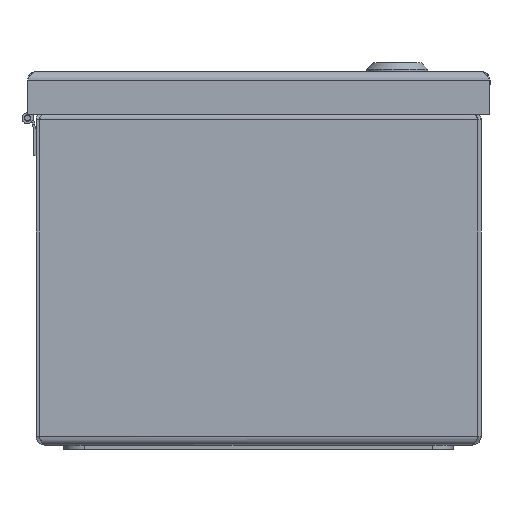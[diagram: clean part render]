
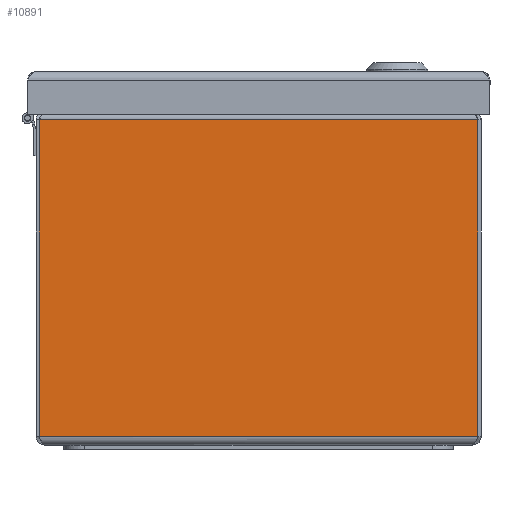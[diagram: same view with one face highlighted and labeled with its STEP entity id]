
A CAD part, left-side view. The second image highlights one B-rep face of the part: STEP entity #10891.
In plain terms, the highlighted face is planar.
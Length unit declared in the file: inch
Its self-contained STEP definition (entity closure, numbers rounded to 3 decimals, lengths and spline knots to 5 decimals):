
#1358=FACE_OUTER_BOUND('',#2026,.T.);
#2026=EDGE_LOOP('',(#8276,#8277,#8278,#8279));
#2850=LINE('',#17866,#3841);
#2885=LINE('',#18208,#3876);
#2886=LINE('',#18210,#3877);
#2887=LINE('',#18211,#3878);
#3841=VECTOR('',#13896,0.3937);
#3876=VECTOR('',#13969,0.3937);
#3877=VECTOR('',#13970,0.3937);
#3878=VECTOR('',#13971,0.3937);
#4773=VERTEX_POINT('',#17857);
#4774=VERTEX_POINT('',#17865);
#4797=VERTEX_POINT('',#18207);
#4798=VERTEX_POINT('',#18209);
#5986=EDGE_CURVE('',#4774,#4773,#2850,.T.);
#6036=EDGE_CURVE('',#4797,#4773,#2885,.T.);
#6037=EDGE_CURVE('',#4797,#4798,#2886,.T.);
#6038=EDGE_CURVE('',#4774,#4798,#2887,.T.);
#8276=ORIENTED_EDGE('',*,*,#5986,.T.);
#8277=ORIENTED_EDGE('',*,*,#6036,.F.);
#8278=ORIENTED_EDGE('',*,*,#6037,.T.);
#8279=ORIENTED_EDGE('',*,*,#6038,.F.);
#10049=PLANE('',#11986);
#10891=ADVANCED_FACE('',(#1358),#10049,.F.);
#11986=AXIS2_PLACEMENT_3D('',#18206,#13967,#13968);
#13896=DIRECTION('',(-1.,0.,0.));
#13967=DIRECTION('center_axis',(0.,1.,0.));
#13968=DIRECTION('ref_axis',(1.,0.,0.));
#13969=DIRECTION('',(0.,0.,1.));
#13970=DIRECTION('',(1.,0.,0.));
#13971=DIRECTION('',(0.,0.,-1.));
#17857=CARTESIAN_POINT('',(-3.94029,-5.,5.84725));
#17865=CARTESIAN_POINT('',(3.94029,-5.,5.84725));
#17866=CARTESIAN_POINT('',(1.97015,-5.,5.84725));
#18206=CARTESIAN_POINT('Origin',(0.,-5.,3.00376));
#18207=CARTESIAN_POINT('',(-3.94029,-5.,0.15275));
#18208=CARTESIAN_POINT('',(-3.94029,-5.,0.15275));
#18209=CARTESIAN_POINT('',(3.94029,-5.,0.15275));
#18210=CARTESIAN_POINT('',(0.,-5.,0.15275));
#18211=CARTESIAN_POINT('',(3.94029,-5.,0.15275));
